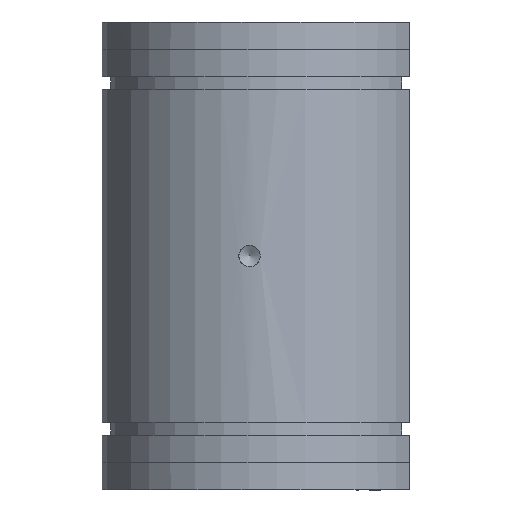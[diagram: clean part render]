
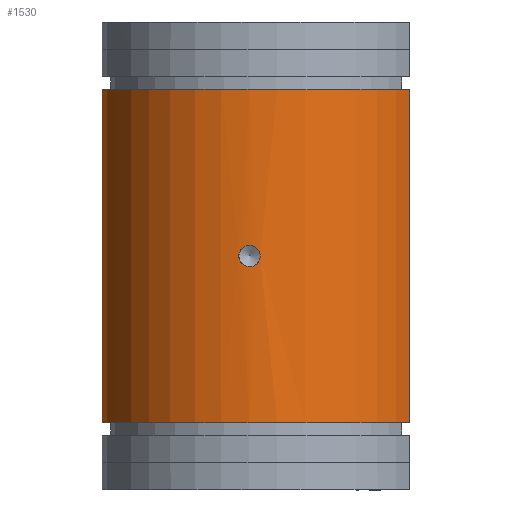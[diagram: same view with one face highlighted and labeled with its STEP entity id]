
A CAD part, left-side view. The second image highlights one B-rep face of the part: STEP entity #1530.
In plain terms, the highlighted cylindrical face has radius 23.5 mm (diameter 47 mm), a partial arc.
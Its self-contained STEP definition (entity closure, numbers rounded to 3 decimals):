
#51 = CARTESIAN_POINT ( 'NONE',  ( 0., 0., 0. ) ) ;
#54 = DIRECTION ( 'NONE',  ( 1., 0., 0. ) ) ;
#55 = DIRECTION ( 'NONE',  ( 0., 0., 1. ) ) ;
#59 = VERTEX_POINT ( 'NONE', #60 ) ;
#60 = CARTESIAN_POINT ( 'NONE',  ( -23.23, 3.55, -34. ) ) ;
#122 = EDGE_LOOP ( 'NONE', ( #288, #289, #290, #291 ) ) ;
#180 = EDGE_LOOP ( 'NONE', ( #287 ) ) ;
#213 = AXIS2_PLACEMENT_3D ( 'NONE', #1019, #1020, #1021 ) ;
#287 = ORIENTED_EDGE ( 'NONE', *, *, #687, .T. ) ;
#288 = ORIENTED_EDGE ( 'NONE', *, *, #754, .F. ) ;
#289 = ORIENTED_EDGE ( 'NONE', *, *, #677, .T. ) ;
#290 = ORIENTED_EDGE ( 'NONE', *, *, #680, .T. ) ;
#291 = ORIENTED_EDGE ( 'NONE', *, *, #692, .T. ) ;
#396 = VECTOR ( 'NONE', #1014, 1000. ) ;
#403 = LINE ( 'NONE', #1001, #396 ) ;
#409 = CIRCLE ( 'NONE', #213, 23.5 ) ;
#416 = LINE ( 'NONE', #1097, #421 ) ;
#421 = VECTOR ( 'NONE', #1099, 1000. ) ;
#523 = CIRCLE ( 'NONE', #796, 23.5 ) ;
#659 = B_SPLINE_CURVE_WITH_KNOTS ( 'NONE', 3,
 ( #1030, #1035, #1036, #1037, #1038, #1039, #1040, #1041, #1042, #1043, #1044, #1045, #1046, #1047, #1048, #1049, #1050, #1051, #1052, #1053, #1054, #1055, #1056, #1057, #1058, #1059, #1060, #1061, #1062, #1063, #1064, #1065, #1066, #1067, #1068, #1069, #1070, #1071, #1072, #1073, #1074, #1075, #1076, #1077, #1078, #1079, #1080, #1081, #1082, #1083, #1084, #1085, #1086, #1087 ),
 .UNSPECIFIED., .T., .F.,
 ( 4, 2, 2, 2, 2, 2, 2, 2, 2, 2, 2, 2, 2, 2, 2, 2, 2, 2, 2, 2, 2, 2, 2, 2, 2, 2, 4 ),
 ( 0., 0., 0.001, 0.001, 0.001, 0.002, 0.002, 0.003, 0.003, 0.003, 0.004, 0.004, 0.004, 0.005, 0.005, 0.005, 0.006, 0.006, 0.007, 0.007, 0.007, 0.008, 0.008, 0.008, 0.008, 0.009, 0.01 ),
 .UNSPECIFIED. ) ;
#677 = EDGE_CURVE ( 'NONE', #925, #927, #403, .T. ) ;
#680 = EDGE_CURVE ( 'NONE', #927, #928, #409, .T. ) ;
#687 = EDGE_CURVE ( 'NONE', #59, #59, #659, .T. ) ;
#692 = EDGE_CURVE ( 'NONE', #928, #926, #416, .T. ) ;
#754 = EDGE_CURVE ( 'NONE', #925, #926, #523, .T. ) ;
#760 = FACE_BOUND ( 'NONE', #180, .T. ) ;
#762 = CYLINDRICAL_SURFACE ( 'NONE', #901, 23.5 ) ;
#763 = FACE_OUTER_BOUND ( 'NONE', #122, .T. ) ;
#796 = AXIS2_PLACEMENT_3D ( 'NONE', #1237, #1246, #1247 ) ;
#901 = AXIS2_PLACEMENT_3D ( 'NONE', #51, #55, #54 ) ;
#925 = VERTEX_POINT ( 'NONE', #1266 ) ;
#926 = VERTEX_POINT ( 'NONE', #1267 ) ;
#927 = VERTEX_POINT ( 'NONE', #1268 ) ;
#928 = VERTEX_POINT ( 'NONE', #1269 ) ;
#1001 = CARTESIAN_POINT ( 'NONE',  ( 9.969, -21.281, 0. ) ) ;
#1014 = DIRECTION ( 'NONE',  ( 0., 0., -1. ) ) ;
#1019 = CARTESIAN_POINT ( 'NONE',  ( 0., 0., -58.2 ) ) ;
#1020 = DIRECTION ( 'NONE',  ( 0., 0., 1. ) ) ;
#1021 = DIRECTION ( 'NONE',  ( 1., 0., 0. ) ) ;
#1030 = CARTESIAN_POINT ( 'NONE',  ( -23.23, 3.55, -34. ) ) ;
#1035 = CARTESIAN_POINT ( 'NONE',  ( -23.23, 3.55, -33.897 ) ) ;
#1036 = CARTESIAN_POINT ( 'NONE',  ( -23.232, 3.54, -33.796 ) ) ;
#1037 = CARTESIAN_POINT ( 'NONE',  ( -23.238, 3.5, -33.598 ) ) ;
#1038 = CARTESIAN_POINT ( 'NONE',  ( -23.242, 3.47, -33.499 ) ) ;
#1039 = CARTESIAN_POINT ( 'NONE',  ( -23.254, 3.393, -33.312 ) ) ;
#1040 = CARTESIAN_POINT ( 'NONE',  ( -23.261, 3.345, -33.223 ) ) ;
#1041 = CARTESIAN_POINT ( 'NONE',  ( -23.277, 3.232, -33.054 ) ) ;
#1042 = CARTESIAN_POINT ( 'NONE',  ( -23.286, 3.167, -32.975 ) ) ;
#1043 = CARTESIAN_POINT ( 'NONE',  ( -23.314, 2.953, -32.761 ) ) ;
#1044 = CARTESIAN_POINT ( 'NONE',  ( -23.336, 2.781, -32.646 ) ) ;
#1045 = CARTESIAN_POINT ( 'NONE',  ( -23.377, 2.409, -32.491 ) ) ;
#1046 = CARTESIAN_POINT ( 'NONE',  ( -23.397, 2.206, -32.45 ) ) ;
#1047 = CARTESIAN_POINT ( 'NONE',  ( -23.423, 1.903, -32.45 ) ) ;
#1048 = CARTESIAN_POINT ( 'NONE',  ( -23.431, 1.8, -32.46 ) ) ;
#1049 = CARTESIAN_POINT ( 'NONE',  ( -23.446, 1.601, -32.499 ) ) ;
#1050 = CARTESIAN_POINT ( 'NONE',  ( -23.452, 1.505, -32.528 ) ) ;
#1051 = CARTESIAN_POINT ( 'NONE',  ( -23.463, 1.317, -32.605 ) ) ;
#1052 = CARTESIAN_POINT ( 'NONE',  ( -23.468, 1.226, -32.653 ) ) ;
#1053 = CARTESIAN_POINT ( 'NONE',  ( -23.476, 1.057, -32.765 ) ) ;
#1054 = CARTESIAN_POINT ( 'NONE',  ( -23.48, 0.979, -32.829 ) ) ;
#1055 = CARTESIAN_POINT ( 'NONE',  ( -23.485, 0.834, -32.974 ) ) ;
#1056 = CARTESIAN_POINT ( 'NONE',  ( -23.487, 0.769, -33.053 ) ) ;
#1057 = CARTESIAN_POINT ( 'NONE',  ( -23.491, 0.656, -33.221 ) ) ;
#1058 = CARTESIAN_POINT ( 'NONE',  ( -23.492, 0.608, -33.311 ) ) ;
#1059 = CARTESIAN_POINT ( 'NONE',  ( -23.494, 0.53, -33.499 ) ) ;
#1060 = CARTESIAN_POINT ( 'NONE',  ( -23.495, 0.5, -33.596 ) ) ;
#1061 = CARTESIAN_POINT ( 'NONE',  ( -23.496, 0.46, -33.795 ) ) ;
#1062 = CARTESIAN_POINT ( 'NONE',  ( -23.496, 0.45, -33.898 ) ) ;
#1063 = CARTESIAN_POINT ( 'NONE',  ( -23.496, 0.45, -34.202 ) ) ;
#1064 = CARTESIAN_POINT ( 'NONE',  ( -23.495, 0.491, -34.407 ) ) ;
#1065 = CARTESIAN_POINT ( 'NONE',  ( -23.491, 0.646, -34.78 ) ) ;
#1066 = CARTESIAN_POINT ( 'NONE',  ( -23.488, 0.761, -34.954 ) ) ;
#1067 = CARTESIAN_POINT ( 'NONE',  ( -23.48, 0.976, -35.168 ) ) ;
#1068 = CARTESIAN_POINT ( 'NONE',  ( -23.476, 1.056, -35.234 ) ) ;
#1069 = CARTESIAN_POINT ( 'NONE',  ( -23.468, 1.225, -35.346 ) ) ;
#1070 = CARTESIAN_POINT ( 'NONE',  ( -23.463, 1.314, -35.394 ) ) ;
#1071 = CARTESIAN_POINT ( 'NONE',  ( -23.452, 1.502, -35.471 ) ) ;
#1072 = CARTESIAN_POINT ( 'NONE',  ( -23.446, 1.601, -35.501 ) ) ;
#1073 = CARTESIAN_POINT ( 'NONE',  ( -23.431, 1.799, -35.54 ) ) ;
#1074 = CARTESIAN_POINT ( 'NONE',  ( -23.423, 1.899, -35.55 ) ) ;
#1075 = CARTESIAN_POINT ( 'NONE',  ( -23.406, 2.104, -35.55 ) ) ;
#1076 = CARTESIAN_POINT ( 'NONE',  ( -23.397, 2.204, -35.54 ) ) ;
#1077 = CARTESIAN_POINT ( 'NONE',  ( -23.377, 2.402, -35.5 ) ) ;
#1078 = CARTESIAN_POINT ( 'NONE',  ( -23.367, 2.5, -35.471 ) ) ;
#1079 = CARTESIAN_POINT ( 'NONE',  ( -23.346, 2.687, -35.393 ) ) ;
#1080 = CARTESIAN_POINT ( 'NONE',  ( -23.336, 2.776, -35.346 ) ) ;
#1081 = CARTESIAN_POINT ( 'NONE',  ( -23.315, 2.944, -35.234 ) ) ;
#1082 = CARTESIAN_POINT ( 'NONE',  ( -23.305, 3.024, -35.168 ) ) ;
#1083 = CARTESIAN_POINT ( 'NONE',  ( -23.276, 3.238, -34.955 ) ) ;
#1084 = CARTESIAN_POINT ( 'NONE',  ( -23.26, 3.353, -34.782 ) ) ;
#1085 = CARTESIAN_POINT ( 'NONE',  ( -23.237, 3.509, -34.409 ) ) ;
#1086 = CARTESIAN_POINT ( 'NONE',  ( -23.23, 3.55, -34.205 ) ) ;
#1087 = CARTESIAN_POINT ( 'NONE',  ( -23.23, 3.55, -34. ) ) ;
#1097 = CARTESIAN_POINT ( 'NONE',  ( -9.969, -21.281, 0. ) ) ;
#1099 = DIRECTION ( 'NONE',  ( 0., 0., 1. ) ) ;
#1237 = CARTESIAN_POINT ( 'NONE',  ( 0., 0., -9.8 ) ) ;
#1246 = DIRECTION ( 'NONE',  ( 0., 0., 1. ) ) ;
#1247 = DIRECTION ( 'NONE',  ( 1., 0., 0. ) ) ;
#1266 = CARTESIAN_POINT ( 'NONE',  ( 9.969, -21.281, -9.8 ) ) ;
#1267 = CARTESIAN_POINT ( 'NONE',  ( -9.969, -21.281, -9.8 ) ) ;
#1268 = CARTESIAN_POINT ( 'NONE',  ( 9.969, -21.281, -58.2 ) ) ;
#1269 = CARTESIAN_POINT ( 'NONE',  ( -9.969, -21.281, -58.2 ) ) ;
#1530 = ADVANCED_FACE ( 'NONE', ( #760, #763 ), #762, .T. ) ;
